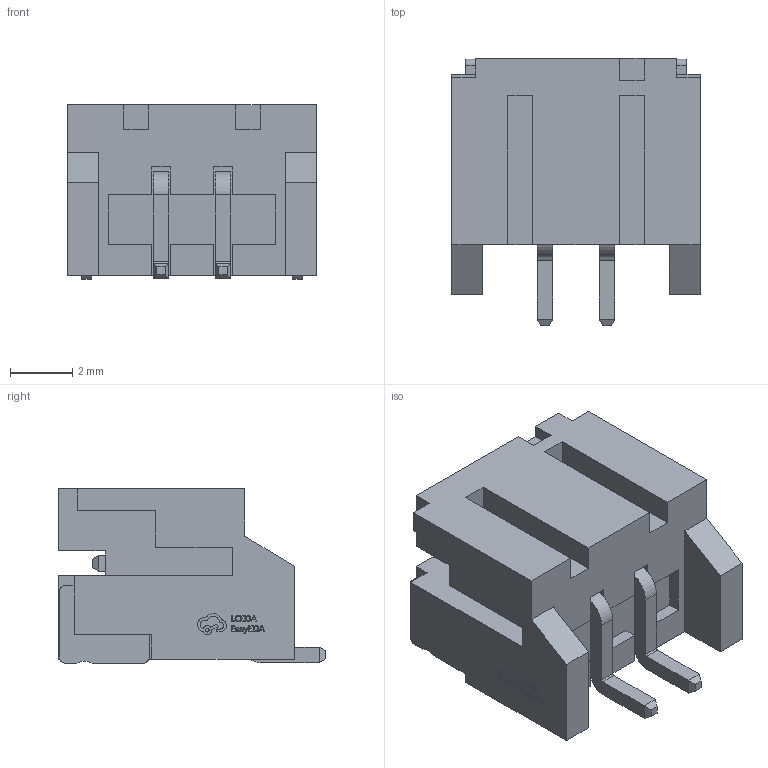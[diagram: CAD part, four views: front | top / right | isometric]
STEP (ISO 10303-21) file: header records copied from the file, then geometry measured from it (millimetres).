
FILE_DESCRIPTION (( 'STEP AP214' ), '1' );
FILE_NAME ('CONN-SMD_2P-P2.00_HDGC_HDGC2001WR-S-2P.step', '2022-07-29T12:39:39', ( '' ), ( '' ), 'SwSTEP 2.0', 'SolidWorks 2020', '' );
FILE_SCHEMA (( 'AUTOMOTIVE_DESIGN' ));
Length unit declared in the file: millimetre
Products named in the file (1): CONN-SMD_2P-P2.00_HDGC_HDGC2001WR-S-2P
Bounding box: 8 x 8.6 x 5.62 mm (x, y, z)
Volume: 183.4 mm3; surface area: 411.4 mm2
Topology: 14 solids, 14 shells, 465 faces, 1250 edges, 824 vertices
Faces by surface type: plane 336, bspline 112, cylinder 17
Entity records: 20840 total; most frequent: CARTESIAN_POINT 4644, ORIENTED_EDGE 2500, DIRECTION 1768, EDGE_CURVE 1250, LINE 984, VECTOR 984, VERTEX_POINT 824, EDGE_LOOP 488
